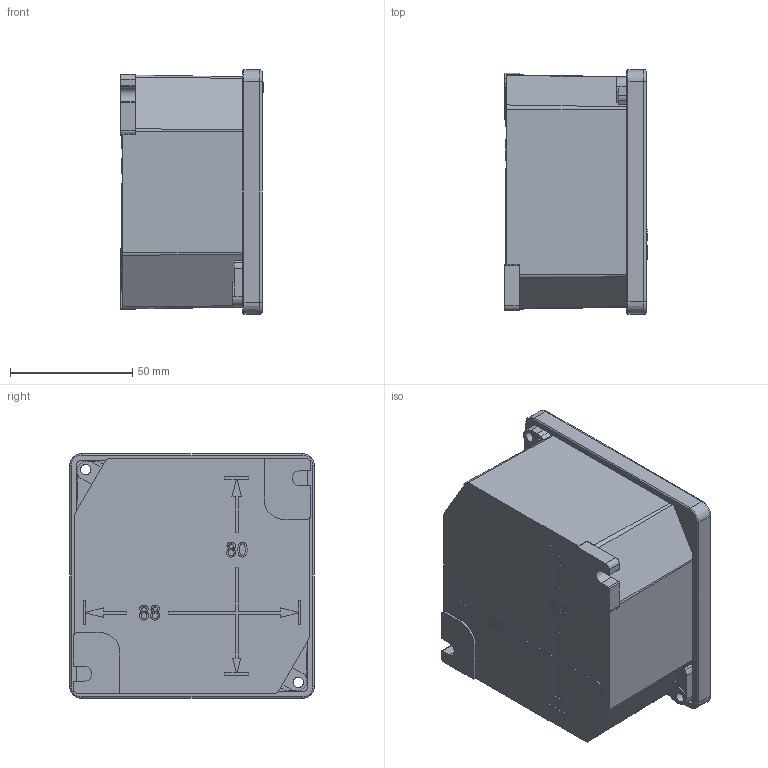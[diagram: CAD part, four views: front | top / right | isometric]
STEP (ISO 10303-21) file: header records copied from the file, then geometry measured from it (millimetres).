
FILE_DESCRIPTION( ( 'STEP AP214' ), '1' );
FILE_NAME( '65300.stp', '2018-12-14T19:53:53', ( '' ), ( '' ), ' ', 'PARTsolutions', ' ' );
FILE_SCHEMA( ( 'AUTOMOTIVE_DESIGN { 1 0 10303 214 1 1 1 1 }' ) );
Length unit declared in the file: millimetre
Products named in the file (3): 65300; _65300_1; _65300_2
Assembly tree (2 placements, depth 2):
  65300
    _65300_1
    _65300_2
Bounding box: 58.5 x 100.16 x 100.16 mm (x, y, z)
Volume: 101997.1 mm3; surface area: 80900.3 mm2
Topology: 2 solids, 2 shells, 414 faces, 1099 edges, 721 vertices
Faces by surface type: plane 226, cylinder 145, cone 34, torus 8, sphere 1
Full cylindrical faces by diameter (mm): 1.68 x2, 1.842 x3, 2.42 x1, 2.422 x2, 4.134 x2, 5.5 x3, 6 x2, 9 x2, 9.75 x1
Entity records: 16163 total; most frequent: DIRECTION 2283, CARTESIAN_POINT 2214, ORIENTED_EDGE 2154, EDGE_CURVE 1077, AXIS2_PLACEMENT_3D 789, VERTEX_POINT 720, LINE 705, VECTOR 705
